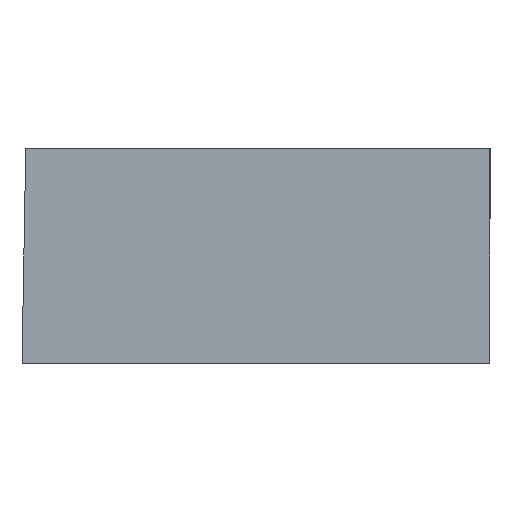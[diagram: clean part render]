
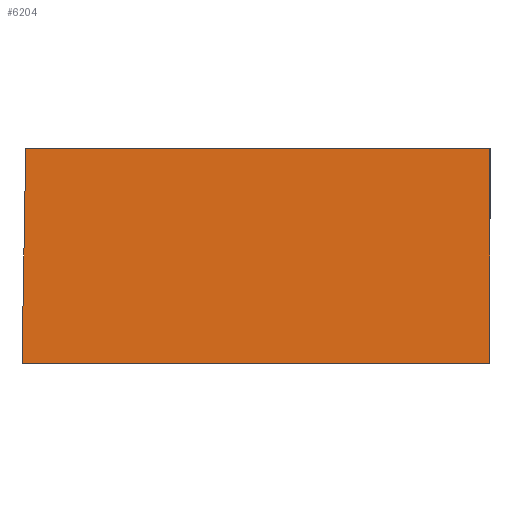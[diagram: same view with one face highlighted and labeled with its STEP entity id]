
A CAD part, left-side view. The second image highlights one B-rep face of the part: STEP entity #6204.
In plain terms, the highlighted planar face has unit normal (-1, 0, 0.018).
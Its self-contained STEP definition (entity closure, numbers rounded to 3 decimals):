
#148 = EDGE_LOOP ( 'NONE', ( #10038, #10085, #10651, #10749 ) ) ;
#397 = EDGE_CURVE ( 'NONE', #6955, #6754, #3075, .T. ) ;
#466 = DIRECTION ( 'NONE',  ( -1., 0., 0.017 ) ) ;
#1062 = EDGE_CURVE ( 'NONE', #8087, #6955, #2534, .T. ) ;
#1666 = DIRECTION ( 'NONE',  ( 0., -1., 0. ) ) ;
#1805 = CARTESIAN_POINT ( 'NONE',  ( -21.25, 26.2, 0. ) ) ;
#2041 = DIRECTION ( 'NONE',  ( -0.017, 0., -1. ) ) ;
#2523 = VECTOR ( 'NONE', #2041, 1000. ) ;
#2534 = LINE ( 'NONE', #8038, #2523 ) ;
#2886 = DIRECTION ( 'NONE',  ( 0.017, -0.017, 1. ) ) ;
#3075 = LINE ( 'NONE', #9477, #3146 ) ;
#3134 = VERTEX_POINT ( 'NONE', #5422 ) ;
#3146 = VECTOR ( 'NONE', #10542, 1000. ) ;
#3254 = CARTESIAN_POINT ( 'NONE',  ( -21.041, 26.2, 12. ) ) ;
#4765 = EDGE_CURVE ( 'NONE', #3134, #8087, #9394, .T. ) ;
#5422 = CARTESIAN_POINT ( 'NONE',  ( -21.041, 25.991, 12. ) ) ;
#5454 = VECTOR ( 'NONE', #2886, 1000. ) ;
#5462 = LINE ( 'NONE', #7138, #5454 ) ;
#5562 = CARTESIAN_POINT ( 'NONE',  ( -21.25, 0., 0. ) ) ;
#6204 = ADVANCED_FACE ( 'NONE', ( #9040 ), #8018, .T. ) ;
#6754 = VERTEX_POINT ( 'NONE', #1805 ) ;
#6767 = CARTESIAN_POINT ( 'NONE',  ( -21.041, 0., 12. ) ) ;
#6955 = VERTEX_POINT ( 'NONE', #5562 ) ;
#7106 = CARTESIAN_POINT ( 'NONE',  ( -21.25, 0., 0. ) ) ;
#7138 = CARTESIAN_POINT ( 'NONE',  ( -21.237, 26.187, 0.741 ) ) ;
#8018 = PLANE ( 'NONE',  #9896 ) ;
#8038 = CARTESIAN_POINT ( 'NONE',  ( -21.237, 0., 0.742 ) ) ;
#8087 = VERTEX_POINT ( 'NONE', #6767 ) ;
#8243 = EDGE_CURVE ( 'NONE', #6754, #3134, #5462, .T. ) ;
#8928 = DIRECTION ( 'NONE',  ( 0.017, 0., 1. ) ) ;
#9040 = FACE_OUTER_BOUND ( 'NONE', #148, .T. ) ;
#9394 = LINE ( 'NONE', #3254, #9516 ) ;
#9477 = CARTESIAN_POINT ( 'NONE',  ( -21.25, 0., 0. ) ) ;
#9516 = VECTOR ( 'NONE', #1666, 1000. ) ;
#9896 = AXIS2_PLACEMENT_3D ( 'NONE', #7106, #466, #8928 ) ;
#10038 = ORIENTED_EDGE ( 'NONE', *, *, #1062, .F. ) ;
#10085 = ORIENTED_EDGE ( 'NONE', *, *, #4765, .F. ) ;
#10542 = DIRECTION ( 'NONE',  ( 0., 1., 0. ) ) ;
#10651 = ORIENTED_EDGE ( 'NONE', *, *, #8243, .F. ) ;
#10749 = ORIENTED_EDGE ( 'NONE', *, *, #397, .F. ) ;
